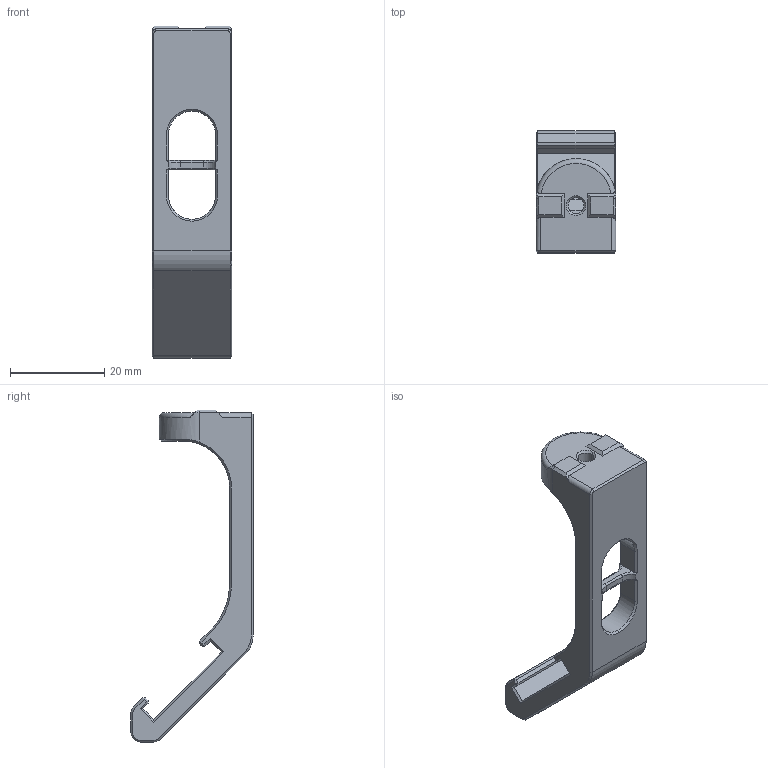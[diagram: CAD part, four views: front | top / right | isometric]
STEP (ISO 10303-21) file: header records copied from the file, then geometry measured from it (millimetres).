
FILE_DESCRIPTION (( 'STEP AP214' ), '1' );
FILE_NAME ('Strip_Stadium_Light_Mounting_Bracket_M3_OPEN.STEP', '2022-05-14T09:52:40', ( '' ), ( '' ), 'SwSTEP 2.0', 'SolidWorks 2021', '' );
FILE_SCHEMA (( 'AUTOMOTIVE_DESIGN' ));
Length unit declared in the file: millimetre
Products named in the file (1): Strip_Stadium_Light_Mounting_Bracket_M3_OPEN
Bounding box: 17 x 26 x 70.6 mm (x, y, z)
Volume: 7629.6 mm3; surface area: 4413.8 mm2
Topology: 1 solids, 1 shells, 148 faces, 359 edges, 211 vertices
Faces by surface type: plane 86, cone 26, cylinder 24, torus 9, bspline 3
Entity records: 4985 total; most frequent: CARTESIAN_POINT 1557, ORIENTED_EDGE 718, DIRECTION 688, EDGE_CURVE 359, LINE 230, VECTOR 230, AXIS2_PLACEMENT_3D 229, VERTEX_POINT 211
